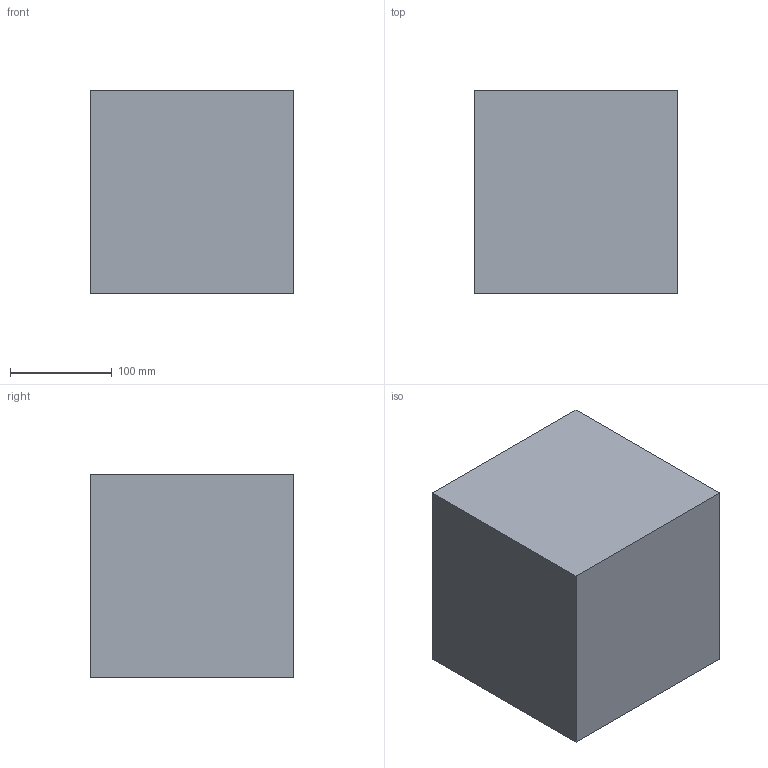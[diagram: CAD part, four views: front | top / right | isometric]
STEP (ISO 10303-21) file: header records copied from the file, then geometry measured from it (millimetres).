
FILE_DESCRIPTION (( 'STEP AP203' ), '1' );
FILE_NAME ('Cluster + Cube Assem.STEP', '2022-03-22T12:28:58', ( '' ), ( '' ), 'SwSTEP 2.0', 'SolidWorks 2019', '' );
FILE_SCHEMA (( 'CONFIG_CONTROL_DESIGN' ));
Length unit declared in the file: millimetre
Products named in the file (3): Cluster Bomb Shell; Cluster + Cube Assem; Cluster Bomb Shell add in
Assembly tree (2 placements, depth 2):
  Cluster + Cube Assem
    Cluster Bomb Shell
    Cluster Bomb Shell add in
Bounding box: 200 x 200 x 200 mm (x, y, z)
Volume: 7999998.5 mm3; surface area: 240031.5 mm2
Topology: 2 solids, 4 shells, 176 faces, 487 edges, 315 vertices
Faces by surface type: bspline 96, cone 36, torus 20, sphere 14, plane 8, cylinder 2
Entity records: 11681 total; most frequent: CARTESIAN_POINT 7929, ORIENTED_EDGE 924, EDGE_CURVE 462, DIRECTION 436, B_SPLINE_CURVE_WITH_KNOTS 316, VERTEX_POINT 304, AXIS2_PLACEMENT_3D 209, EDGE_LOOP 178
